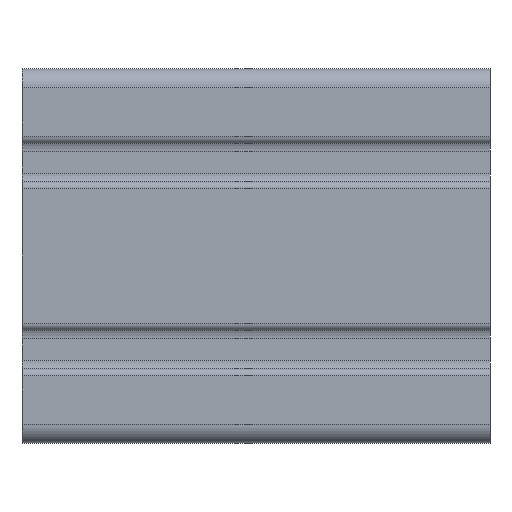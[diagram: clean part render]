
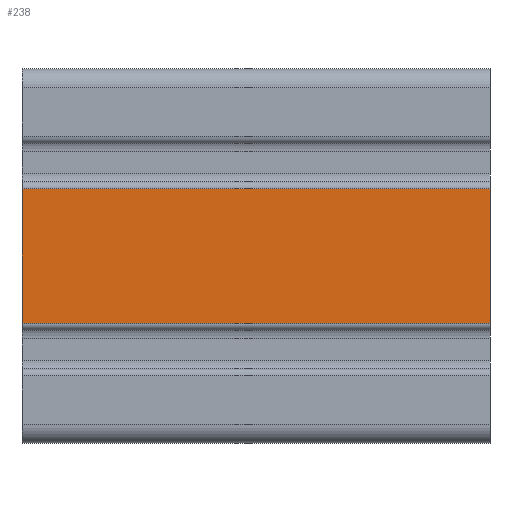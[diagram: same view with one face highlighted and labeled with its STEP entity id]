
A CAD part, left-side view. The second image highlights one B-rep face of the part: STEP entity #238.
In plain terms, the highlighted planar face has unit normal (-1, 0, 0).
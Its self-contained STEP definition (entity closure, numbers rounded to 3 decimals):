
#238 = ADVANCED_FACE( '', ( #545 ), #546, .T. );
#545 = FACE_OUTER_BOUND( '', #920, .T. );
#546 = PLANE( '', #921 );
#920 = EDGE_LOOP( '', ( #1635, #1636, #1637, #1638 ) );
#921 = AXIS2_PLACEMENT_3D( '', #1639, #1640, #1641 );
#1635 = ORIENTED_EDGE( '', *, *, #2396, .F. );
#1636 = ORIENTED_EDGE( '', *, *, #2548, .F. );
#1637 = ORIENTED_EDGE( '', *, *, #2618, .T. );
#1638 = ORIENTED_EDGE( '', *, *, #2619, .T. );
#1639 = CARTESIAN_POINT( '', ( -20., 100., -14.4 ) );
#1640 = DIRECTION( '', ( -1., 0., 0. ) );
#1641 = DIRECTION( '', ( 0., 0., 1. ) );
#2396 = EDGE_CURVE( '', #2926, #2928, #2929, .T. );
#2548 = EDGE_CURVE( '', #3184, #2926, #3186, .T. );
#2618 = EDGE_CURVE( '', #3184, #3286, #3287, .T. );
#2619 = EDGE_CURVE( '', #3286, #2928, #3288, .T. );
#2926 = VERTEX_POINT( '', #3669 );
#2928 = VERTEX_POINT( '', #3671 );
#2929 = LINE( '', #3672, #3673 );
#3184 = VERTEX_POINT( '', #3996 );
#3186 = LINE( '', #3998, #3999 );
#3286 = VERTEX_POINT( '', #4134 );
#3287 = LINE( '', #4135, #4136 );
#3288 = LINE( '', #4137, #4138 );
#3669 = CARTESIAN_POINT( '', ( -20., 0., 14.4 ) );
#3671 = CARTESIAN_POINT( '', ( -20., 0., -14.4 ) );
#3672 = CARTESIAN_POINT( '', ( -20., 0., -14.4 ) );
#3673 = VECTOR( '', #4534, 1000. );
#3996 = CARTESIAN_POINT( '', ( -20., 100., 14.4 ) );
#3998 = CARTESIAN_POINT( '', ( -20., 100., 14.4 ) );
#3999 = VECTOR( '', #4792, 1000. );
#4134 = CARTESIAN_POINT( '', ( -20., 100., -14.4 ) );
#4135 = CARTESIAN_POINT( '', ( -20., 100., -14.4 ) );
#4136 = VECTOR( '', #4870, 1000. );
#4137 = CARTESIAN_POINT( '', ( -20., 100., -14.4 ) );
#4138 = VECTOR( '', #4871, 1000. );
#4534 = DIRECTION( '', ( 0., 0., -1. ) );
#4792 = DIRECTION( '', ( 0., -1., 0. ) );
#4870 = DIRECTION( '', ( 0., 0., -1. ) );
#4871 = DIRECTION( '', ( 0., -1., 0. ) );
